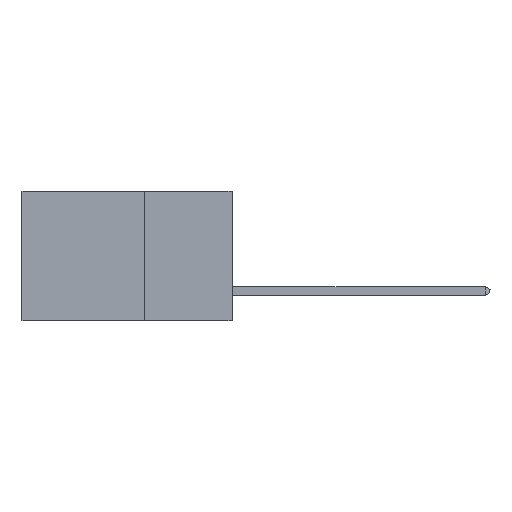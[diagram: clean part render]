
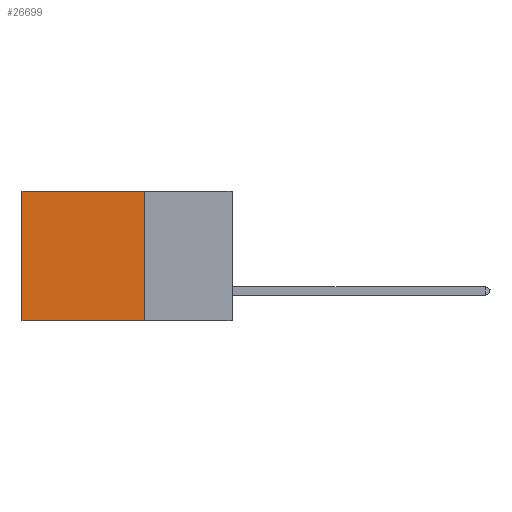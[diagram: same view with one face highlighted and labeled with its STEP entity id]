
A CAD part, left-side view. The second image highlights one B-rep face of the part: STEP entity #26699.
In plain terms, the highlighted planar face has unit normal (-1, 0, 0).
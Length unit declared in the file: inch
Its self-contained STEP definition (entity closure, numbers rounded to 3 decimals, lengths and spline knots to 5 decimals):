
#858 = DIRECTION ( 'NONE',  ( 1., 0., 0. ) ) ;
#1466 = CARTESIAN_POINT ( 'NONE',  ( 0.2875, 0.6, 0. ) ) ;
#2138 = LINE ( 'NONE', #19981, #5423 ) ;
#2209 = ORIENTED_EDGE ( 'NONE', *, *, #9916, .F. ) ;
#2386 = VECTOR ( 'NONE', #3687, 39.37008 ) ;
#3334 = AXIS2_PLACEMENT_3D ( 'NONE', #23724, #858, #7191 ) ;
#3514 = CARTESIAN_POINT ( 'NONE',  ( 0.2875, 0.6, 0. ) ) ;
#3650 = EDGE_CURVE ( 'NONE', #26092, #6793, #5360, .T. ) ;
#3687 = DIRECTION ( 'NONE',  ( 0., 0., -1. ) ) ;
#3701 = ORIENTED_EDGE ( 'NONE', *, *, #16947, .T. ) ;
#5360 = LINE ( 'NONE', #3514, #2386 ) ;
#5423 = VECTOR ( 'NONE', #20177, 39.37008 ) ;
#6793 = VERTEX_POINT ( 'NONE', #12866 ) ;
#7059 = CARTESIAN_POINT ( 'NONE',  ( 0.2875, 0.25, -0.37 ) ) ;
#7191 = DIRECTION ( 'NONE',  ( 0., 0., -1. ) ) ;
#8053 = EDGE_LOOP ( 'NONE', ( #17717, #17351, #2209, #3701 ) ) ;
#8063 = VERTEX_POINT ( 'NONE', #22743 ) ;
#8589 = VECTOR ( 'NONE', #18299, 39.37008 ) ;
#9238 = EDGE_CURVE ( 'NONE', #8063, #6793, #15930, .T. ) ;
#9916 = EDGE_CURVE ( 'NONE', #16560, #8063, #2138, .T. ) ;
#11243 = DIRECTION ( 'NONE',  ( 0., 1., 0. ) ) ;
#12866 = CARTESIAN_POINT ( 'NONE',  ( 0.2875, 0.6, -0.37 ) ) ;
#13670 = PLANE ( 'NONE',  #3334 ) ;
#15930 = LINE ( 'NONE', #7059, #21137 ) ;
#16560 = VERTEX_POINT ( 'NONE', #21086 ) ;
#16947 = EDGE_CURVE ( 'NONE', #16560, #26092, #20326, .T. ) ;
#17351 = ORIENTED_EDGE ( 'NONE', *, *, #9238, .F. ) ;
#17717 = ORIENTED_EDGE ( 'NONE', *, *, #3650, .T. ) ;
#18299 = DIRECTION ( 'NONE',  ( 0., 1., 0. ) ) ;
#18413 = CARTESIAN_POINT ( 'NONE',  ( 0.2875, 0.25, 0. ) ) ;
#19981 = CARTESIAN_POINT ( 'NONE',  ( 0.2875, 0.25, 0. ) ) ;
#20177 = DIRECTION ( 'NONE',  ( 0., 0., -1. ) ) ;
#20326 = LINE ( 'NONE', #18413, #8589 ) ;
#20883 = FACE_OUTER_BOUND ( 'NONE', #8053, .T. ) ;
#21086 = CARTESIAN_POINT ( 'NONE',  ( 0.2875, 0.25, 0. ) ) ;
#21137 = VECTOR ( 'NONE', #11243, 39.37008 ) ;
#22743 = CARTESIAN_POINT ( 'NONE',  ( 0.2875, 0.25, -0.37 ) ) ;
#23724 = CARTESIAN_POINT ( 'NONE',  ( 0.2875, 0.25, 0. ) ) ;
#26092 = VERTEX_POINT ( 'NONE', #1466 ) ;
#26699 = ADVANCED_FACE ( 'NONE', ( #20883 ), #13670, .F. ) ;
